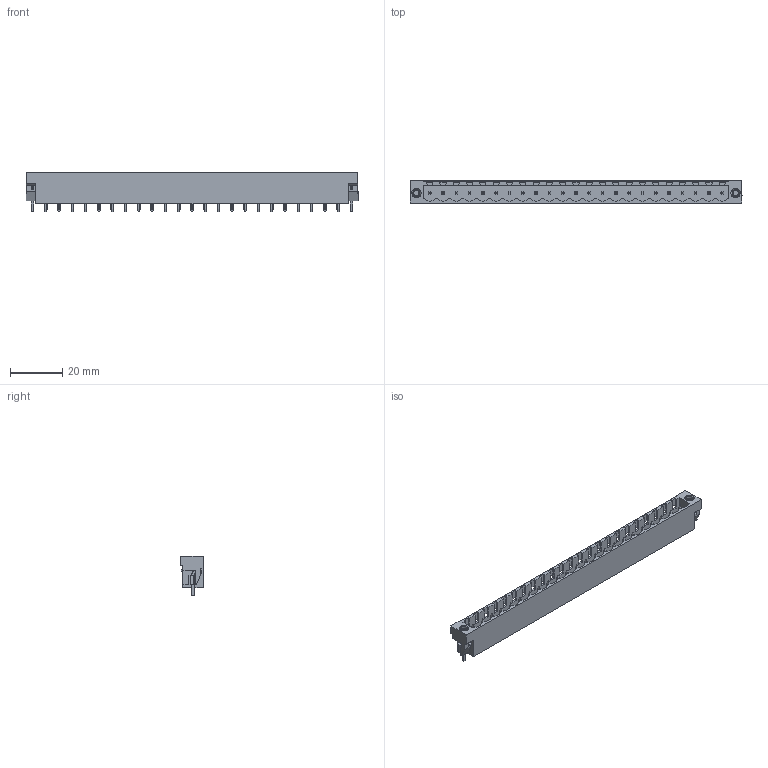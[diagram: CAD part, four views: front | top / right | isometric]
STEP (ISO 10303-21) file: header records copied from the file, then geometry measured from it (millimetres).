
FILE_DESCRIPTION(('CATIA V5 STEP Exchange','CAx-IF Rec.Pracs.--- Model Styling and Organization---1.2---2011-12-15'),'2;1');
FILE_NAME ('D1449145_0', '2018-10-25T03:26:29+00:00', ('none'), ('Weidmueller'), 'CATIA Version 5-6 Release 2014', 'CATIA V5 STEP AP214', 'none');
FILE_SCHEMA(('AUTOMOTIVE_DESIGN { 1 0 10303 214 1 1 1 1 }'));
Length unit declared in the file: millimetre
Products named in the file (1): 1148440000
Bounding box: 126.84 x 8.43 x 15.2 mm (x, y, z)
Volume: 5903.4 mm3; surface area: 9603.8 mm2
Topology: 28 solids, 28 shells, 995 faces, 2963 edges, 1978 vertices
Faces by surface type: plane 752, cylinder 231, cone 12
Entity records: 30900 total; most frequent: CARTESIAN_POINT 6790, ORIENTED_EDGE 5926, DIRECTION 3531, EDGE_CURVE 2963, VECTOR 2121, LINE 2121, VERTEX_POINT 1978, EDGE_LOOP 1053
